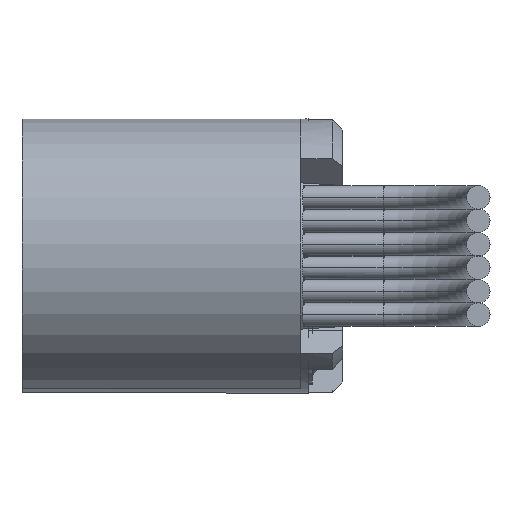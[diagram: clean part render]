
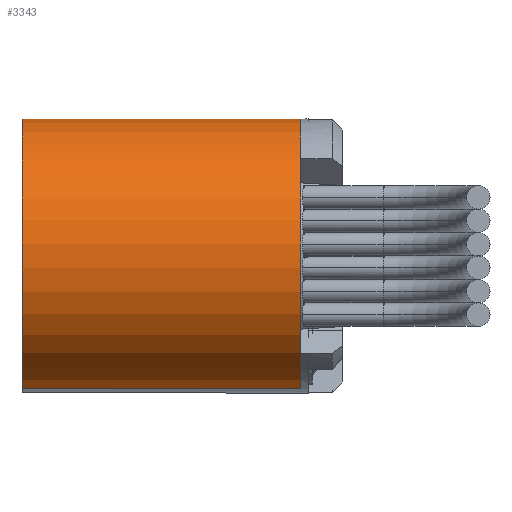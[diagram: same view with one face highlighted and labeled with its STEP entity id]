
A CAD part, front view. The second image highlights one B-rep face of the part: STEP entity #3343.
In plain terms, the highlighted cylindrical face has radius 6.5 mm (diameter 13 mm), a partial arc.
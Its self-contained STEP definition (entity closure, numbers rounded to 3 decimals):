
#136=CARTESIAN_POINT('',(11.625,0.,0.));
#137=DIRECTION('',(-1.,0.,0.));
#138=DIRECTION('',(0.,-0.707,-0.707));
#139=AXIS2_PLACEMENT_3D('',#136,#137,#138);
#231=CARTESIAN_POINT('',(11.625,0.,0.));
#232=DIRECTION('',(-1.,0.,0.));
#233=DIRECTION('',(0.,-0.707,0.707));
#234=AXIS2_PLACEMENT_3D('',#231,#232,#233);
#236=DIRECTION('',(-1.,0.,0.));
#237=VECTOR('',#236,13.2);
#238=CARTESIAN_POINT('',(11.625,1.682,6.279));
#239=LINE('',#238,#237);
#240=DIRECTION('',(1.,0.,0.));
#241=VECTOR('',#240,13.2);
#242=CARTESIAN_POINT('',(-1.575,-1.682,-6.279));
#243=LINE('',#242,#241);
#244=CARTESIAN_POINT('',(11.625,0.,0.));
#245=DIRECTION('',(-1.,0.,0.));
#246=DIRECTION('',(0.,-0.259,-0.966));
#247=AXIS2_PLACEMENT_3D('',#244,#245,#246);
#273=CARTESIAN_POINT('',(-1.575,0.,0.));
#274=DIRECTION('',(1.,0.,0.));
#275=DIRECTION('',(0.,0.259,0.966));
#276=AXIS2_PLACEMENT_3D('',#273,#274,#275);
#2442=CARTESIAN_POINT('',(11.625,-4.596,4.596));
#2443=CARTESIAN_POINT('',(11.625,1.682,6.279));
#2444=VERTEX_POINT('',#2442);
#2445=VERTEX_POINT('',#2443);
#2446=CARTESIAN_POINT('',(-1.575,1.682,6.279));
#2447=VERTEX_POINT('',#2446);
#2448=CARTESIAN_POINT('',(-1.575,-1.682,-6.279));
#2449=VERTEX_POINT('',#2448);
#2450=CARTESIAN_POINT('',(11.625,-1.682,-6.279));
#2451=VERTEX_POINT('',#2450);
#2452=CARTESIAN_POINT('',(11.625,-4.596,-4.596));
#2453=VERTEX_POINT('',#2452);
#3329=CARTESIAN_POINT('',(11.889,0.,0.));
#3330=DIRECTION('',(-1.,0.,0.));
#3331=DIRECTION('',(0.,0.259,0.966));
#3332=AXIS2_PLACEMENT_3D('',#3329,#3330,#3331);
#3333=CYLINDRICAL_SURFACE('',#3332,6.5);
#3334=ORIENTED_EDGE('',*,*,#3298,.F.);
#3335=ORIENTED_EDGE('',*,*,#3296,.F.);
#3337=ORIENTED_EDGE('',*,*,#3336,.F.);
#3338=ORIENTED_EDGE('',*,*,#3292,.F.);
#3339=ORIENTED_EDGE('',*,*,#3290,.F.);
#3340=ORIENTED_EDGE('',*,*,#3210,.F.);
#3341=EDGE_LOOP('',(#3334,#3335,#3337,#3338,#3339,#3340));
#3342=FACE_OUTER_BOUND('',#3341,.F.);
#3343=ADVANCED_FACE('',(#3342),#3333,.T.);
#140=CIRCLE('',#139,6.5);
#235=CIRCLE('',#234,6.5);
#248=CIRCLE('',#247,6.5);
#277=CIRCLE('',#276,6.5);
#3210=EDGE_CURVE('',#2453,#2444,#140,.T.);
#3290=EDGE_CURVE('',#2444,#2445,#235,.T.);
#3292=EDGE_CURVE('',#2445,#2447,#239,.T.);
#3296=EDGE_CURVE('',#2449,#2451,#243,.T.);
#3298=EDGE_CURVE('',#2451,#2453,#248,.T.);
#3336=EDGE_CURVE('',#2447,#2449,#277,.T.);
